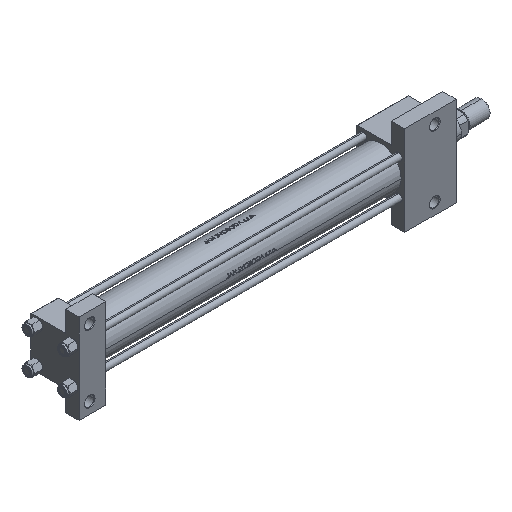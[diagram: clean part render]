
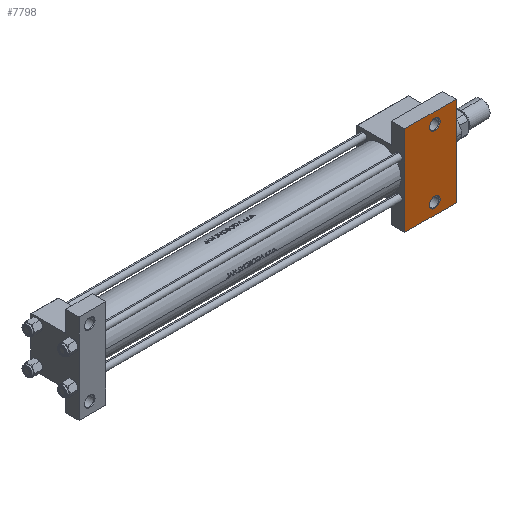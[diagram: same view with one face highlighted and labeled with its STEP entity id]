
A CAD part, isometric view. The second image highlights one B-rep face of the part: STEP entity #7798.
In plain terms, the highlighted face is planar.
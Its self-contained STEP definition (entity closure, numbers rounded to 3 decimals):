
#512 = CARTESIAN_POINT ( 'NONE',  ( 333., 31.5, -22.5 ) ) ;
#1037 = CIRCLE ( 'NONE', #13434, 5. ) ;
#4061 = LINE ( 'NONE', #22557, #10848 ) ;
#4161 = DIRECTION ( 'NONE',  ( 0., 1., 0. ) ) ;
#4830 = CARTESIAN_POINT ( 'NONE',  ( 305., 42., -22.5 ) ) ;
#5935 = ORIENTED_EDGE ( 'NONE', *, *, #36885, .T. ) ;
#6017 = CARTESIAN_POINT ( 'NONE',  ( 333., 31.5, -22.5 ) ) ;
#6538 = AXIS2_PLACEMENT_3D ( 'NONE', #512, #30428, #4161 ) ;
#7705 = CARTESIAN_POINT ( 'NONE',  ( 333., -31.5, -22.5 ) ) ;
#7798 = ADVANCED_FACE ( 'NONE', ( #20901, #16769, #39637 ), #9955, .T. ) ;
#8084 = CARTESIAN_POINT ( 'NONE',  ( 338., 31.5, -22.5 ) ) ;
#9158 = VECTOR ( 'NONE', #44450, 1000. ) ;
#9955 = PLANE ( 'NONE',  #34301 ) ;
#10848 = VECTOR ( 'NONE', #18897, 1000. ) ;
#10897 = CARTESIAN_POINT ( 'NONE',  ( 353., 22.5, -22.5 ) ) ;
#11357 = CARTESIAN_POINT ( 'NONE',  ( 328., 31.5, -22.5 ) ) ;
#11647 = EDGE_CURVE ( 'NONE', #30869, #19327, #1037, .T. ) ;
#11959 = CIRCLE ( 'NONE', #13530, 5. ) ;
#12625 = DIRECTION ( 'NONE',  ( -1., 0., 0. ) ) ;
#12986 = VERTEX_POINT ( 'NONE', #19555 ) ;
#13434 = AXIS2_PLACEMENT_3D ( 'NONE', #7705, #36652, #47837 ) ;
#13453 = CARTESIAN_POINT ( 'NONE',  ( 305., -42., -22.5 ) ) ;
#13530 = AXIS2_PLACEMENT_3D ( 'NONE', #47221, #21929, #18044 ) ;
#15093 = CIRCLE ( 'NONE', #6538, 5. ) ;
#15938 = DIRECTION ( 'NONE',  ( 0., -1., 0. ) ) ;
#15982 = EDGE_CURVE ( 'NONE', #21004, #20528, #42666, .T. ) ;
#16287 = CARTESIAN_POINT ( 'NONE',  ( 305., -42., -22.5 ) ) ;
#16520 = LINE ( 'NONE', #16287, #38581 ) ;
#16681 = AXIS2_PLACEMENT_3D ( 'NONE', #6017, #28645, #24983 ) ;
#16769 = FACE_BOUND ( 'NONE', #41420, .T. ) ;
#17402 = CARTESIAN_POINT ( 'NONE',  ( 353., -42., -22.5 ) ) ;
#18044 = DIRECTION ( 'NONE',  ( 0., 1., 0. ) ) ;
#18897 = DIRECTION ( 'NONE',  ( 1., 0., 0. ) ) ;
#19327 = VERTEX_POINT ( 'NONE', #45611 ) ;
#19555 = CARTESIAN_POINT ( 'NONE',  ( 353., 42., -22.5 ) ) ;
#20046 = VERTEX_POINT ( 'NONE', #11357 ) ;
#20528 = VERTEX_POINT ( 'NONE', #13453 ) ;
#20901 = FACE_BOUND ( 'NONE', #28339, .T. ) ;
#21004 = VERTEX_POINT ( 'NONE', #4830 ) ;
#21929 = DIRECTION ( 'NONE',  ( 0., 0., 1. ) ) ;
#22557 = CARTESIAN_POINT ( 'NONE',  ( 305., 42., -22.5 ) ) ;
#22688 = ORIENTED_EDGE ( 'NONE', *, *, #15982, .F. ) ;
#24785 = DIRECTION ( 'NONE',  ( 0., 1., 0. ) ) ;
#24983 = DIRECTION ( 'NONE',  ( 0., 1., 0. ) ) ;
#24996 = LINE ( 'NONE', #10897, #9158 ) ;
#26699 = EDGE_CURVE ( 'NONE', #19327, #30869, #11959, .T. ) ;
#26846 = EDGE_CURVE ( 'NONE', #36467, #20046, #15093, .T. ) ;
#27288 = EDGE_CURVE ( 'NONE', #20046, #36467, #28325, .T. ) ;
#27825 = ORIENTED_EDGE ( 'NONE', *, *, #11647, .T. ) ;
#28081 = CARTESIAN_POINT ( 'NONE',  ( 338., -31.5, -22.5 ) ) ;
#28273 = ORIENTED_EDGE ( 'NONE', *, *, #27288, .T. ) ;
#28325 = CIRCLE ( 'NONE', #16681, 5. ) ;
#28339 = EDGE_LOOP ( 'NONE', ( #28273, #44345 ) ) ;
#28645 = DIRECTION ( 'NONE',  ( 0., 0., 1. ) ) ;
#28688 = DIRECTION ( 'NONE',  ( 0., 0., -1. ) ) ;
#29984 = ORIENTED_EDGE ( 'NONE', *, *, #39994, .T. ) ;
#30428 = DIRECTION ( 'NONE',  ( 0., 0., 1. ) ) ;
#30869 = VERTEX_POINT ( 'NONE', #28081 ) ;
#30995 = ORIENTED_EDGE ( 'NONE', *, *, #26699, .T. ) ;
#34301 = AXIS2_PLACEMENT_3D ( 'NONE', #35494, #28688, #24785 ) ;
#35222 = VECTOR ( 'NONE', #15938, 1000. ) ;
#35494 = CARTESIAN_POINT ( 'NONE',  ( 353., 22.5, -22.5 ) ) ;
#36203 = EDGE_LOOP ( 'NONE', ( #22688, #45486, #29984, #5935 ) ) ;
#36467 = VERTEX_POINT ( 'NONE', #8084 ) ;
#36652 = DIRECTION ( 'NONE',  ( 0., 0., 1. ) ) ;
#36885 = EDGE_CURVE ( 'NONE', #41769, #20528, #16520, .T. ) ;
#38581 = VECTOR ( 'NONE', #12625, 1000. ) ;
#39018 = CARTESIAN_POINT ( 'NONE',  ( 305., 22.5, -22.5 ) ) ;
#39637 = FACE_OUTER_BOUND ( 'NONE', #36203, .T. ) ;
#39994 = EDGE_CURVE ( 'NONE', #12986, #41769, #24996, .T. ) ;
#41420 = EDGE_LOOP ( 'NONE', ( #30995, #27825 ) ) ;
#41769 = VERTEX_POINT ( 'NONE', #17402 ) ;
#42666 = LINE ( 'NONE', #39018, #35222 ) ;
#44345 = ORIENTED_EDGE ( 'NONE', *, *, #26846, .T. ) ;
#44450 = DIRECTION ( 'NONE',  ( 0., -1., 0. ) ) ;
#45486 = ORIENTED_EDGE ( 'NONE', *, *, #46098, .T. ) ;
#45611 = CARTESIAN_POINT ( 'NONE',  ( 328., -31.5, -22.5 ) ) ;
#46098 = EDGE_CURVE ( 'NONE', #21004, #12986, #4061, .T. ) ;
#47221 = CARTESIAN_POINT ( 'NONE',  ( 333., -31.5, -22.5 ) ) ;
#47837 = DIRECTION ( 'NONE',  ( 0., 1., 0. ) ) ;
